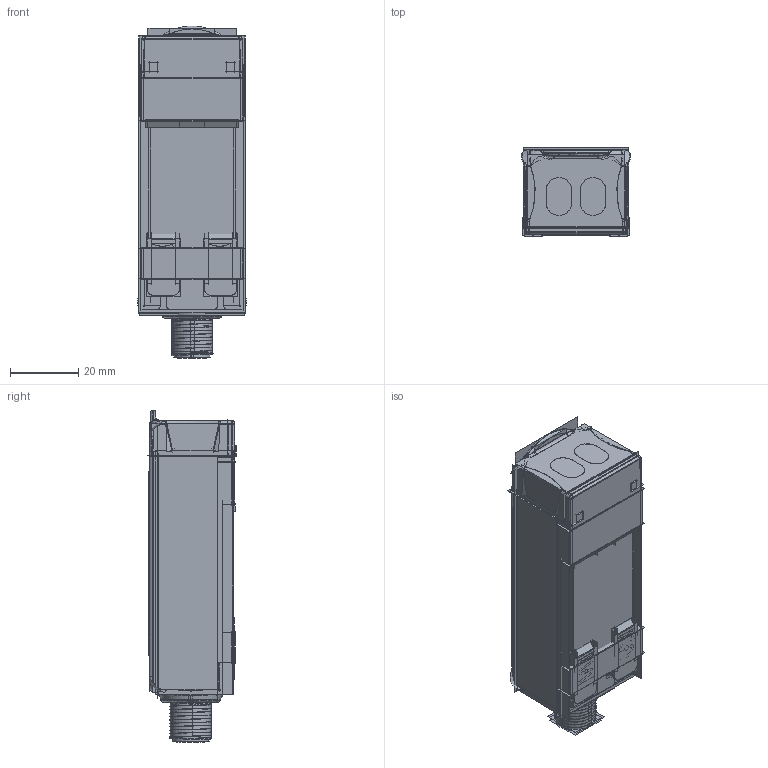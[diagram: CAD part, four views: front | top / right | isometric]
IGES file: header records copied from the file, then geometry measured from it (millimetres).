
Start section:  PTC IGES file: 141702.igs
Global section: file name: 141702.igs; native system: Creo Parametric by Parametric Technology Corporation; preprocessor: 2013230; author: PDMAdmin; organization: Unknown; date: 20160317.084744; units: millimetre
Bounding box: 32.17 x 25.91 x 97.31 mm (x, y, z)
Volume: 20474.6 mm3; surface area: 296440.9 mm2
Topology: 10 solids, 10 shells, 2132 faces, 10556 edges, 13004 vertices
Faces by surface type: bspline 1392, revolution 680, extrusion 60
